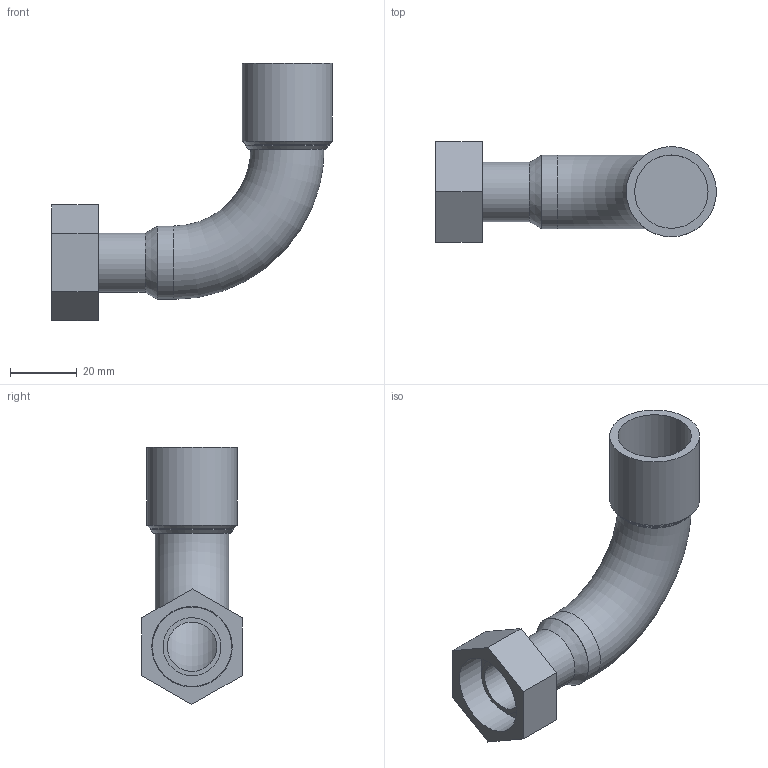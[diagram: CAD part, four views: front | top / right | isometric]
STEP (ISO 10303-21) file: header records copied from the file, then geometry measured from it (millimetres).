
FILE_DESCRIPTION(/* description */ ('Unknown'),/* implementation_level */ '2;1');
FILE_NAME(/* name */ 'F35R3-4DN22',/* time_stamp */ '2016-07-07T14:31:14+02:00',/* author */ ('Unknown'),/* organization */ ('Unknown'),/* preprocessor_version */ 'ST-DEVELOPER v16',/* originating_system */ 'DEX',/* authorisation */ $);
FILE_SCHEMA (('AUTOMOTIVE_DESIGN {1 0 10303 214 3 1 1}'));
Length unit declared in the file: millimetre
Products named in the file (4): F35R3-4DN22; COD90MHDN22corteGEN; LOCA3-4_22corte; TUERCA3-4_18gen
Assembly tree (3 placements, depth 2):
  F35R3-4DN22
    COD90MHDN22corteGEN
    LOCA3-4_22corte
    TUERCA3-4_18gen
Bounding box: 84.13 x 30.02 x 77.02 mm (x, y, z)
Volume: 19698.5 mm3; surface area: 19082.6 mm2
Topology: 3 solids, 3 shells, 35 faces, 69 edges, 46 vertices
Faces by surface type: plane 18, cylinder 11, cone 4, torus 2
Full cylindrical faces by diameter (mm): 14.8 x1, 17.4 x1, 17.8 x1, 18 x1, 19.005 x1, 22 x2, 23.8 x1, 24.117 x1, 25 x1, 27 x1
Entity records: 943 total; most frequent: DIRECTION 150, CARTESIAN_POINT 123, ORIENTED_EDGE 90, AXIS2_PLACEMENT_3D 66, EDGE_LOOP 62, FACE_BOUND 62, EDGE_CURVE 45, VERTEX_POINT 39
